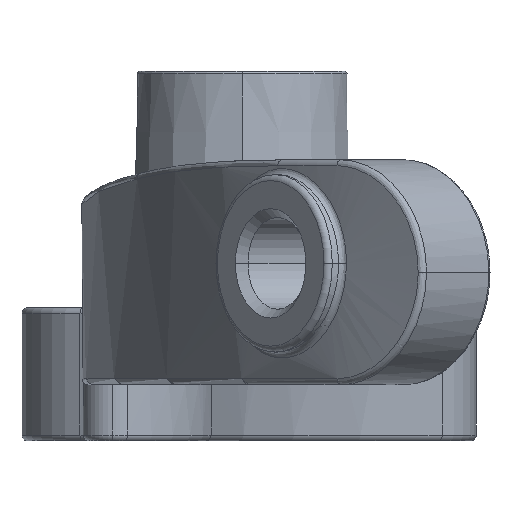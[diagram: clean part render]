
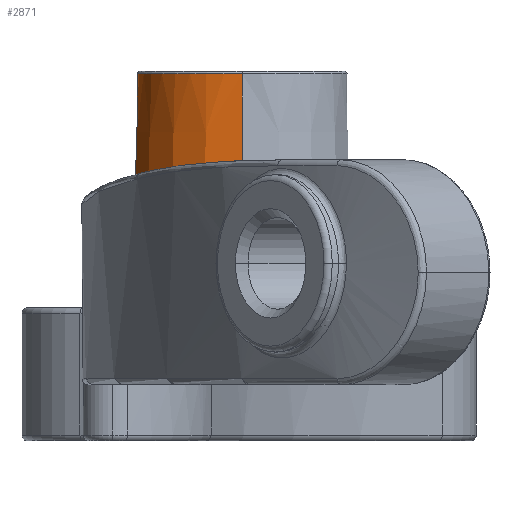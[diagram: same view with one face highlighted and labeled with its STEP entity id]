
A CAD part, left-side view. The second image highlights one B-rep face of the part: STEP entity #2871.
In plain terms, the highlighted conical face has half-angle 2 degrees and reference radius 3.75 mm.
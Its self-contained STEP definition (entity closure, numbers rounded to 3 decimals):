
#132 = EDGE_CURVE ( 'NONE', #1690, #310, #377, .T. ) ;
#256 = EDGE_LOOP ( 'NONE', ( #271, #2090, #3346, #2048 ) ) ;
#271 = ORIENTED_EDGE ( 'NONE', *, *, #2718, .F. ) ;
#273 = CONICAL_SURFACE ( 'NONE', #4308, 3.75, 0.035 ) ;
#279 = LINE ( 'NONE', #1004, #1539 ) ;
#310 = VERTEX_POINT ( 'NONE', #3987 ) ;
#375 = AXIS2_PLACEMENT_3D ( 'NONE', #4227, #2339, #901 ) ;
#377 = CIRCLE ( 'NONE', #375, 3.544 ) ;
#444 = VERTEX_POINT ( 'NONE', #2123 ) ;
#623 = CARTESIAN_POINT ( 'NONE',  ( 20.121, 23.558, -13.5 ) ) ;
#901 = DIRECTION ( 'NONE',  ( -1., 0., 0. ) ) ;
#1004 = CARTESIAN_POINT ( 'NONE',  ( 16.371, 23.558, -13.5 ) ) ;
#1190 = FACE_OUTER_BOUND ( 'NONE', #256, .T. ) ;
#1465 = VERTEX_POINT ( 'NONE', #4164 ) ;
#1539 = VECTOR ( 'NONE', #3244, 1000. ) ;
#1690 = VERTEX_POINT ( 'NONE', #2498 ) ;
#1723 = DIRECTION ( 'NONE',  ( 0., 0., 1. ) ) ;
#1841 = LINE ( 'NONE', #4012, #2021 ) ;
#2021 = VECTOR ( 'NONE', #3273, 1000. ) ;
#2048 = ORIENTED_EDGE ( 'NONE', *, *, #2220, .T. ) ;
#2090 = ORIENTED_EDGE ( 'NONE', *, *, #132, .T. ) ;
#2123 = CARTESIAN_POINT ( 'NONE',  ( 16.371, 23.558, -13.5 ) ) ;
#2220 = EDGE_CURVE ( 'NONE', #1465, #444, #3805, .T. ) ;
#2339 = DIRECTION ( 'NONE',  ( 0., 0., -1. ) ) ;
#2498 = CARTESIAN_POINT ( 'NONE',  ( 16.577, 23.558, -7.597 ) ) ;
#2718 = EDGE_CURVE ( 'NONE', #1690, #444, #279, .T. ) ;
#2871 = ADVANCED_FACE ( 'NONE', ( #1190 ), #273, .T. ) ;
#3130 = AXIS2_PLACEMENT_3D ( 'NONE', #3222, #1723, #4725 ) ;
#3222 = CARTESIAN_POINT ( 'NONE',  ( 20.121, 23.558, -13.5 ) ) ;
#3244 = DIRECTION ( 'NONE',  ( -0.035, 0., -0.999 ) ) ;
#3273 = DIRECTION ( 'NONE',  ( 0.035, 0., -0.999 ) ) ;
#3301 = DIRECTION ( 'NONE',  ( 1., 0., 0. ) ) ;
#3346 = ORIENTED_EDGE ( 'NONE', *, *, #3635, .T. ) ;
#3635 = EDGE_CURVE ( 'NONE', #310, #1465, #1841, .T. ) ;
#3805 = CIRCLE ( 'NONE', #3130, 3.75 ) ;
#3987 = CARTESIAN_POINT ( 'NONE',  ( 23.664, 23.558, -7.597 ) ) ;
#4012 = CARTESIAN_POINT ( 'NONE',  ( 23.871, 23.558, -13.5 ) ) ;
#4164 = CARTESIAN_POINT ( 'NONE',  ( 23.871, 23.558, -13.5 ) ) ;
#4227 = CARTESIAN_POINT ( 'NONE',  ( 20.121, 23.558, -7.597 ) ) ;
#4308 = AXIS2_PLACEMENT_3D ( 'NONE', #623, #4337, #3301 ) ;
#4337 = DIRECTION ( 'NONE',  ( 0., 0., -1. ) ) ;
#4725 = DIRECTION ( 'NONE',  ( 1., 0., 0. ) ) ;
